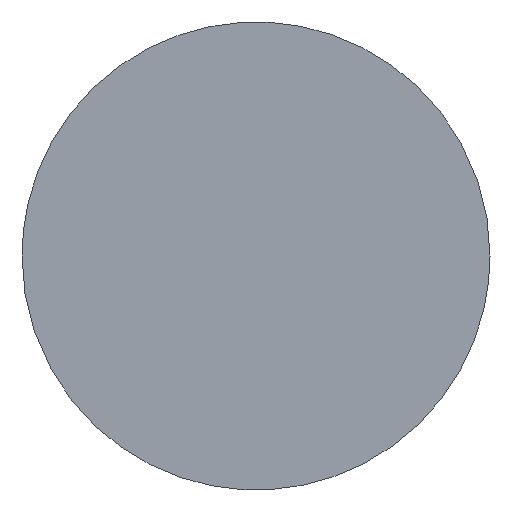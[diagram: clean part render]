
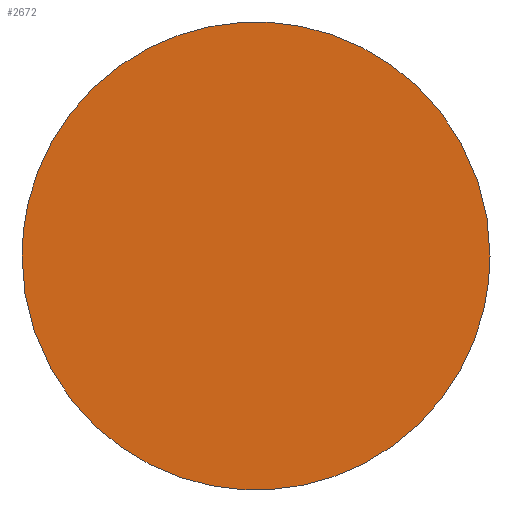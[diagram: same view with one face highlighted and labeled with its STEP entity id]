
A CAD part, top view. The second image highlights one B-rep face of the part: STEP entity #2672.
In plain terms, the highlighted planar face has unit normal (0, 0, 1).
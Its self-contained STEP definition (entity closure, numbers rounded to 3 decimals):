
#2672=ADVANCED_FACE('',(#3854),#18264,.T.);
#3854=FACE_OUTER_BOUND('',#5036,.T.);
#5036=EDGE_LOOP('',(#6231,#6232));
#6231=ORIENTED_EDGE('',*,*,#11561,.T.);
#6232=ORIENTED_EDGE('',*,*,#11567,.T.);
#11561=EDGE_CURVE('',#15831,#15834,#14235,.T.);
#11567=EDGE_CURVE('',#15834,#15831,#14241,.T.);
#14235=(
BOUNDED_CURVE()
B_SPLINE_CURVE(2,(#19532,#19533,#19534,#19535,#19536),.UNSPECIFIED.,.F.,
 .F.)
B_SPLINE_CURVE_WITH_KNOTS((3,2,3),(0.,18.064,36.128),
 .UNSPECIFIED.)
CURVE()
GEOMETRIC_REPRESENTATION_ITEM()
RATIONAL_B_SPLINE_CURVE((1.,0.707,1.,0.707,1.))
REPRESENTATION_ITEM('')
);
#14241=(
BOUNDED_CURVE()
B_SPLINE_CURVE(2,(#19556,#19557,#19558,#19559,#19560),.UNSPECIFIED.,.F.,
 .F.)
B_SPLINE_CURVE_WITH_KNOTS((3,2,3),(36.128,54.192,72.257),
 .UNSPECIFIED.)
CURVE()
GEOMETRIC_REPRESENTATION_ITEM()
RATIONAL_B_SPLINE_CURVE((1.,0.707,1.,0.707,1.))
REPRESENTATION_ITEM('')
);
#15831=VERTEX_POINT('',#19528);
#15834=VERTEX_POINT('',#19531);
#18264=PLANE('',#18670);
#18670=AXIS2_PLACEMENT_3D('',#19525,#19060,$);
#19060=DIRECTION('',(0.,0.,1.));
#19525=CARTESIAN_POINT('',(-297.942,-297.942,0.));
#19528=CARTESIAN_POINT('',(292.1,0.,0.));
#19531=CARTESIAN_POINT('',(-292.1,0.,0.));
#19532=CARTESIAN_POINT('',(292.1,0.,0.));
#19533=CARTESIAN_POINT('',(292.1,292.1,0.));
#19534=CARTESIAN_POINT('',(0.,292.1,0.));
#19535=CARTESIAN_POINT('',(-292.1,292.1,0.));
#19536=CARTESIAN_POINT('',(-292.1,0.,0.));
#19556=CARTESIAN_POINT('',(-292.1,0.,0.));
#19557=CARTESIAN_POINT('',(-292.1,-292.1,0.));
#19558=CARTESIAN_POINT('',(0.,-292.1,0.));
#19559=CARTESIAN_POINT('',(292.1,-292.1,0.));
#19560=CARTESIAN_POINT('',(292.1,0.,0.));
